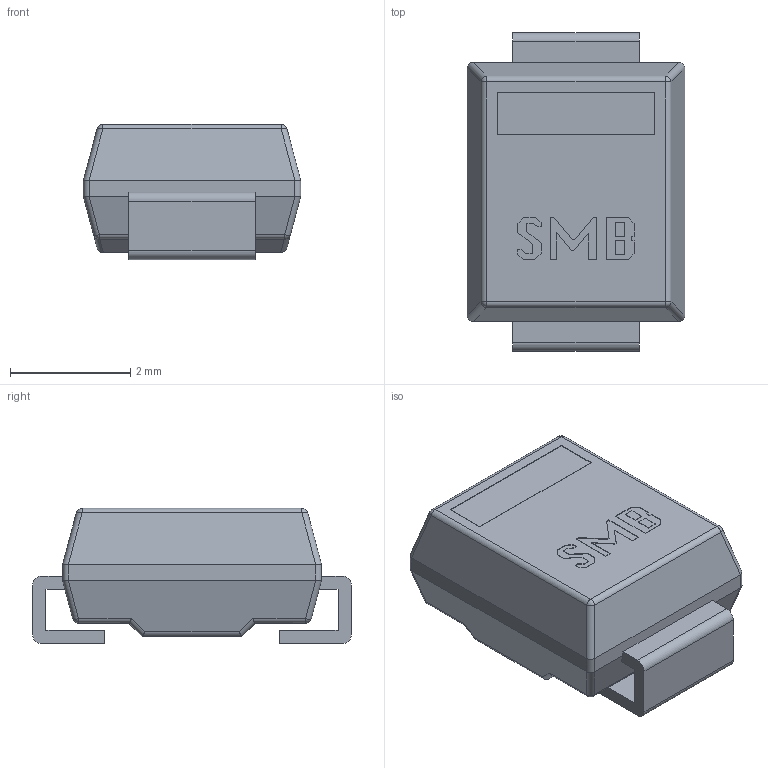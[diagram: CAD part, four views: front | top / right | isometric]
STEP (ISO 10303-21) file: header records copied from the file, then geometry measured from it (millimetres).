
FILE_DESCRIPTION(/* description */ ('model of SMB_wLABEL'),/* implementation_level */ '2;1');
FILE_NAME(/* name */ 'SMB_wLABEL.stp',/* time_stamp */ '2015-12-05T22:09:33',/* author */ ('Joan The Spark',''),/* organization */ (''),/* preprocessor_version */ '',/* originating_system */ '',/* authorisation */ '');
FILE_SCHEMA (('AUTOMOTIVE_DESIGN { 1 0 10303 214 3 1 1 }'));
Length unit declared in the file: millimetre
Products named in the file (1): SMB
Bounding box: 3.62 x 5.3 x 2.25 mm (x, y, z)
Volume: 30.4 mm3; surface area: 76.4 mm2
Topology: 1 solids, 1 shells, 138 faces, 366 edges, 236 vertices
Faces by surface type: plane 98, cylinder 32, sphere 8
Entity records: 4432 total; most frequent: CARTESIAN_POINT 801, ORIENTED_EDGE 732, DIRECTION 708, EDGE_CURVE 366, LINE 294, VECTOR 294, VERTEX_POINT 236, AXIS2_PLACEMENT_3D 207
